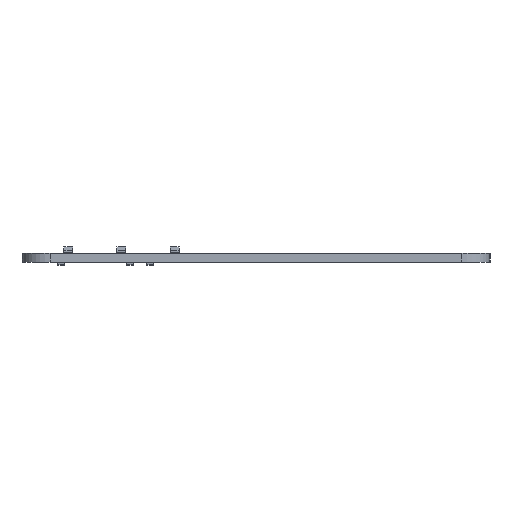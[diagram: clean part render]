
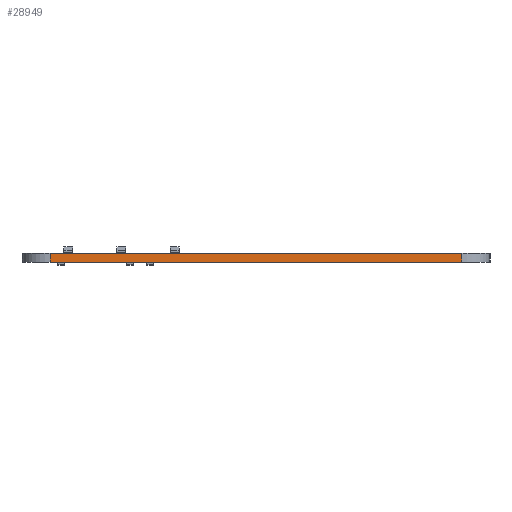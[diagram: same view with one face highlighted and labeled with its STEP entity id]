
A CAD part, left-side view. The second image highlights one B-rep face of the part: STEP entity #28949.
In plain terms, the highlighted planar face has unit normal (-1, 0, 0).
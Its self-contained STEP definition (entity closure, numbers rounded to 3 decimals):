
#5603 = PLANE('',#5604);
#5604 = AXIS2_PLACEMENT_3D('',#5605,#5606,#5607);
#5605 = CARTESIAN_POINT('',(189.75,-51.75,1.6));
#5606 = DIRECTION('',(0.,0.,1.));
#5607 = DIRECTION('',(1.,0.,0.));
#5631 = CYLINDRICAL_SURFACE('',#5632,5.);
#5632 = AXIS2_PLACEMENT_3D('',#5633,#5634,#5635);
#5633 = CARTESIAN_POINT('',(19.5,-15.,0.));
#5634 = DIRECTION('',(0.,0.,-1.));
#5635 = DIRECTION('',(1.,0.,0.));
#5657 = PLANE('',#5658);
#5658 = AXIS2_PLACEMENT_3D('',#5659,#5660,#5661);
#5659 = CARTESIAN_POINT('',(189.75,-51.75,0.));
#5660 = DIRECTION('',(0.,0.,1.));
#5661 = DIRECTION('',(1.,0.,0.));
#5752 = VERTEX_POINT('',#5753);
#5753 = CARTESIAN_POINT('',(14.5,-15.,1.6));
#5775 = EDGE_CURVE('',#5776,#5752,#5778,.T.);
#5776 = VERTEX_POINT('',#5777);
#5777 = CARTESIAN_POINT('',(14.5,-15.,0.));
#5778 = SURFACE_CURVE('',#5779,(#5783,#5790),.PCURVE_S1.);
#5779 = LINE('',#5780,#5781);
#5780 = CARTESIAN_POINT('',(14.5,-15.,0.));
#5781 = VECTOR('',#5782,1.);
#5782 = DIRECTION('',(0.,0.,1.));
#5783 = PCURVE('',#5631,#5784);
#5784 = DEFINITIONAL_REPRESENTATION('',(#5785),#5789);
#5785 = LINE('',#5786,#5787);
#5786 = CARTESIAN_POINT('',(-3.142,0.));
#5787 = VECTOR('',#5788,1.);
#5788 = DIRECTION('',(0.,-1.));
#5789 = ( GEOMETRIC_REPRESENTATION_CONTEXT(2) 
PARAMETRIC_REPRESENTATION_CONTEXT() REPRESENTATION_CONTEXT('2D SPACE',''
  ) );
#5790 = PCURVE('',#5791,#5796);
#5791 = PLANE('',#5792);
#5792 = AXIS2_PLACEMENT_3D('',#5793,#5794,#5795);
#5793 = CARTESIAN_POINT('',(14.5,-15.,0.));
#5794 = DIRECTION('',(1.,0.,0.));
#5795 = DIRECTION('',(0.,-1.,0.));
#5796 = DEFINITIONAL_REPRESENTATION('',(#5797),#5801);
#5797 = LINE('',#5798,#5799);
#5798 = CARTESIAN_POINT('',(0.,0.));
#5799 = VECTOR('',#5800,1.);
#5800 = DIRECTION('',(0.,-1.));
#5801 = ( GEOMETRIC_REPRESENTATION_CONTEXT(2) 
PARAMETRIC_REPRESENTATION_CONTEXT() REPRESENTATION_CONTEXT('2D SPACE',''
  ) );
#5830 = EDGE_CURVE('',#5776,#5831,#5833,.T.);
#5831 = VERTEX_POINT('',#5832);
#5832 = CARTESIAN_POINT('',(14.5,-88.5,0.));
#5833 = SURFACE_CURVE('',#5834,(#5838,#5845),.PCURVE_S1.);
#5834 = LINE('',#5835,#5836);
#5835 = CARTESIAN_POINT('',(14.5,-15.,0.));
#5836 = VECTOR('',#5837,1.);
#5837 = DIRECTION('',(0.,-1.,0.));
#5838 = PCURVE('',#5657,#5839);
#5839 = DEFINITIONAL_REPRESENTATION('',(#5840),#5844);
#5840 = LINE('',#5841,#5842);
#5841 = CARTESIAN_POINT('',(-175.25,36.75));
#5842 = VECTOR('',#5843,1.);
#5843 = DIRECTION('',(0.,-1.));
#5844 = ( GEOMETRIC_REPRESENTATION_CONTEXT(2) 
PARAMETRIC_REPRESENTATION_CONTEXT() REPRESENTATION_CONTEXT('2D SPACE',''
  ) );
#5845 = PCURVE('',#5791,#5846);
#5846 = DEFINITIONAL_REPRESENTATION('',(#5847),#5851);
#5847 = LINE('',#5848,#5849);
#5848 = CARTESIAN_POINT('',(0.,0.));
#5849 = VECTOR('',#5850,1.);
#5850 = DIRECTION('',(1.,0.));
#5851 = ( GEOMETRIC_REPRESENTATION_CONTEXT(2) 
PARAMETRIC_REPRESENTATION_CONTEXT() REPRESENTATION_CONTEXT('2D SPACE',''
  ) );
#5870 = CYLINDRICAL_SURFACE('',#5871,5.);
#5871 = AXIS2_PLACEMENT_3D('',#5872,#5873,#5874);
#5872 = CARTESIAN_POINT('',(19.5,-88.5,0.));
#5873 = DIRECTION('',(0.,0.,-1.));
#5874 = DIRECTION('',(1.,0.,0.));
#18389 = EDGE_CURVE('',#5752,#18390,#18392,.T.);
#18390 = VERTEX_POINT('',#18391);
#18391 = CARTESIAN_POINT('',(14.5,-88.5,1.6));
#18392 = SURFACE_CURVE('',#18393,(#18397,#18404),.PCURVE_S1.);
#18393 = LINE('',#18394,#18395);
#18394 = CARTESIAN_POINT('',(14.5,-15.,1.6));
#18395 = VECTOR('',#18396,1.);
#18396 = DIRECTION('',(0.,-1.,0.));
#18397 = PCURVE('',#5603,#18398);
#18398 = DEFINITIONAL_REPRESENTATION('',(#18399),#18403);
#18399 = LINE('',#18400,#18401);
#18400 = CARTESIAN_POINT('',(-175.25,36.75));
#18401 = VECTOR('',#18402,1.);
#18402 = DIRECTION('',(0.,-1.));
#18403 = ( GEOMETRIC_REPRESENTATION_CONTEXT(2) 
PARAMETRIC_REPRESENTATION_CONTEXT() REPRESENTATION_CONTEXT('2D SPACE',''
  ) );
#18404 = PCURVE('',#5791,#18405);
#18405 = DEFINITIONAL_REPRESENTATION('',(#18406),#18410);
#18406 = LINE('',#18407,#18408);
#18407 = CARTESIAN_POINT('',(0.,-1.6));
#18408 = VECTOR('',#18409,1.);
#18409 = DIRECTION('',(1.,0.));
#18410 = ( GEOMETRIC_REPRESENTATION_CONTEXT(2) 
PARAMETRIC_REPRESENTATION_CONTEXT() REPRESENTATION_CONTEXT('2D SPACE',''
  ) );
#28949 = ADVANCED_FACE('',(#28950),#5791,.F.);
#28950 = FACE_BOUND('',#28951,.F.);
#28951 = EDGE_LOOP('',(#28952,#28953,#28954,#28975));
#28952 = ORIENTED_EDGE('',*,*,#5775,.T.);
#28953 = ORIENTED_EDGE('',*,*,#18389,.T.);
#28954 = ORIENTED_EDGE('',*,*,#28955,.F.);
#28955 = EDGE_CURVE('',#5831,#18390,#28956,.T.);
#28956 = SURFACE_CURVE('',#28957,(#28961,#28968),.PCURVE_S1.);
#28957 = LINE('',#28958,#28959);
#28958 = CARTESIAN_POINT('',(14.5,-88.5,0.));
#28959 = VECTOR('',#28960,1.);
#28960 = DIRECTION('',(0.,0.,1.));
#28961 = PCURVE('',#5791,#28962);
#28962 = DEFINITIONAL_REPRESENTATION('',(#28963),#28967);
#28963 = LINE('',#28964,#28965);
#28964 = CARTESIAN_POINT('',(73.5,0.));
#28965 = VECTOR('',#28966,1.);
#28966 = DIRECTION('',(0.,-1.));
#28967 = ( GEOMETRIC_REPRESENTATION_CONTEXT(2) 
PARAMETRIC_REPRESENTATION_CONTEXT() REPRESENTATION_CONTEXT('2D SPACE',''
  ) );
#28968 = PCURVE('',#5870,#28969);
#28969 = DEFINITIONAL_REPRESENTATION('',(#28970),#28974);
#28970 = LINE('',#28971,#28972);
#28971 = CARTESIAN_POINT('',(-3.142,0.));
#28972 = VECTOR('',#28973,1.);
#28973 = DIRECTION('',(0.,-1.));
#28974 = ( GEOMETRIC_REPRESENTATION_CONTEXT(2) 
PARAMETRIC_REPRESENTATION_CONTEXT() REPRESENTATION_CONTEXT('2D SPACE',''
  ) );
#28975 = ORIENTED_EDGE('',*,*,#5830,.F.);
